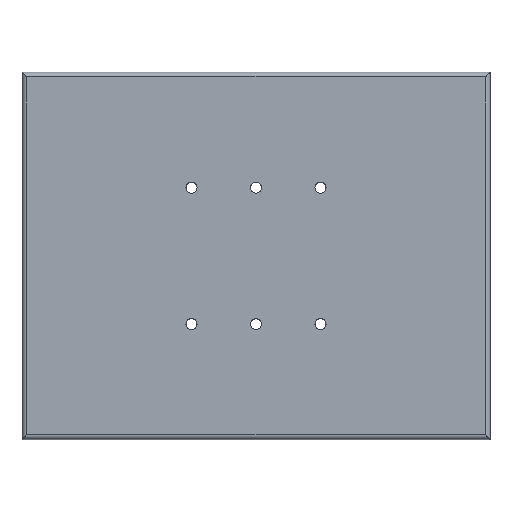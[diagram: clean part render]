
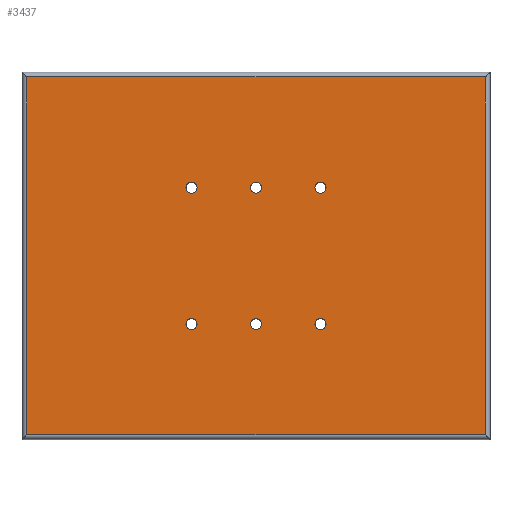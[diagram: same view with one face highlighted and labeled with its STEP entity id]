
A CAD part, top view. The second image highlights one B-rep face of the part: STEP entity #3437.
In plain terms, the highlighted planar face has unit normal (0, 0, 1).
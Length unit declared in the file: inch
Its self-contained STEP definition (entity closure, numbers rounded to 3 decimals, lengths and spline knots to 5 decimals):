
#1290=DIRECTION('',(-1.,0.,0.));
#1291=VECTOR('',#1290,4.9);
#1292=CARTESIAN_POINT('',(2.45,1.912,0.605));
#1293=LINE('',#1292,#1291);
#1297=DIRECTION('',(0.,1.,0.));
#1298=VECTOR('',#1297,3.824);
#1299=CARTESIAN_POINT('',(2.45,-1.912,0.605));
#1300=LINE('',#1299,#1298);
#1304=DIRECTION('',(1.,0.,0.));
#1305=VECTOR('',#1304,4.9);
#1306=CARTESIAN_POINT('',(-2.45,-1.912,0.605));
#1307=LINE('',#1306,#1305);
#1311=DIRECTION('',(0.,-1.,0.));
#1312=VECTOR('',#1311,3.824);
#1313=CARTESIAN_POINT('',(-2.45,1.912,0.605));
#1314=LINE('',#1313,#1312);
#1318=CARTESIAN_POINT('',(0.,0.729,0.605));
#1319=DIRECTION('',(0.,0.,1.));
#1320=DIRECTION('',(1.,0.,0.));
#1321=AXIS2_PLACEMENT_3D('',#1318,#1319,#1320);
#1326=CARTESIAN_POINT('',(0.,0.729,0.605));
#1327=DIRECTION('',(0.,0.,1.));
#1328=DIRECTION('',(-1.,0.,0.));
#1329=AXIS2_PLACEMENT_3D('',#1326,#1327,#1328);
#1334=CARTESIAN_POINT('',(0.689,0.729,0.605));
#1335=DIRECTION('',(0.,0.,1.));
#1336=DIRECTION('',(1.,0.,0.));
#1337=AXIS2_PLACEMENT_3D('',#1334,#1335,#1336);
#1342=CARTESIAN_POINT('',(0.689,0.729,0.605));
#1343=DIRECTION('',(0.,0.,1.));
#1344=DIRECTION('',(-1.,0.,0.));
#1345=AXIS2_PLACEMENT_3D('',#1342,#1343,#1344);
#1350=CARTESIAN_POINT('',(-0.689,0.729,0.605));
#1351=DIRECTION('',(0.,0.,-1.));
#1352=DIRECTION('',(-1.,0.,0.));
#1353=AXIS2_PLACEMENT_3D('',#1350,#1351,#1352);
#1358=CARTESIAN_POINT('',(-0.689,0.729,0.605));
#1359=DIRECTION('',(0.,0.,-1.));
#1360=DIRECTION('',(1.,0.,0.));
#1361=AXIS2_PLACEMENT_3D('',#1358,#1359,#1360);
#1366=CARTESIAN_POINT('',(0.,-0.728,0.605));
#1367=DIRECTION('',(0.,0.,1.));
#1368=DIRECTION('',(1.,0.,0.));
#1369=AXIS2_PLACEMENT_3D('',#1366,#1367,#1368);
#1374=CARTESIAN_POINT('',(0.,-0.728,0.605));
#1375=DIRECTION('',(0.,0.,1.));
#1376=DIRECTION('',(-1.,0.,0.));
#1377=AXIS2_PLACEMENT_3D('',#1374,#1375,#1376);
#1382=CARTESIAN_POINT('',(0.689,-0.728,0.605));
#1383=DIRECTION('',(0.,0.,1.));
#1384=DIRECTION('',(1.,0.,0.));
#1385=AXIS2_PLACEMENT_3D('',#1382,#1383,#1384);
#1390=CARTESIAN_POINT('',(0.689,-0.728,0.605));
#1391=DIRECTION('',(0.,0.,1.));
#1392=DIRECTION('',(-1.,0.,0.));
#1393=AXIS2_PLACEMENT_3D('',#1390,#1391,#1392);
#1398=CARTESIAN_POINT('',(-0.689,-0.728,0.605));
#1399=DIRECTION('',(0.,0.,-1.));
#1400=DIRECTION('',(-1.,0.,0.));
#1401=AXIS2_PLACEMENT_3D('',#1398,#1399,#1400);
#1406=CARTESIAN_POINT('',(-0.689,-0.728,0.605));
#1407=DIRECTION('',(0.,0.,-1.));
#1408=DIRECTION('',(1.,0.,0.));
#1409=AXIS2_PLACEMENT_3D('',#1406,#1407,#1408);
#2432=CARTESIAN_POINT('',(0.05906,0.729,0.605));
#2433=CARTESIAN_POINT('',(-0.05906,0.729,0.605));
#2434=VERTEX_POINT('',#2432);
#2435=VERTEX_POINT('',#2433);
#2442=CARTESIAN_POINT('',(0.74806,0.729,0.605));
#2443=CARTESIAN_POINT('',(0.62994,0.729,0.605));
#2444=VERTEX_POINT('',#2442);
#2445=VERTEX_POINT('',#2443);
#2446=CARTESIAN_POINT('',(-0.74806,0.729,0.605));
#2448=VERTEX_POINT('',#2446);
#2450=CARTESIAN_POINT('',(-0.62994,0.729,0.605));
#2452=VERTEX_POINT('',#2450);
#2764=CARTESIAN_POINT('',(2.45,1.912,0.605));
#2765=CARTESIAN_POINT('',(-2.45,1.912,0.605));
#2766=VERTEX_POINT('',#2764);
#2767=VERTEX_POINT('',#2765);
#2770=CARTESIAN_POINT('',(2.45,-1.912,0.605));
#2771=VERTEX_POINT('',#2770);
#2774=CARTESIAN_POINT('',(-2.45,-1.912,0.605));
#2775=VERTEX_POINT('',#2774);
#2782=CARTESIAN_POINT('',(0.05906,-0.728,0.605));
#2784=VERTEX_POINT('',#2782);
#2786=CARTESIAN_POINT('',(-0.05906,-0.728,0.605));
#2788=VERTEX_POINT('',#2786);
#2790=CARTESIAN_POINT('',(0.74806,-0.728,0.605));
#2792=VERTEX_POINT('',#2790);
#2794=CARTESIAN_POINT('',(0.62994,-0.728,0.605));
#2796=VERTEX_POINT('',#2794);
#2798=CARTESIAN_POINT('',(-0.74806,-0.728,0.605));
#2800=VERTEX_POINT('',#2798);
#2802=CARTESIAN_POINT('',(-0.62994,-0.728,0.605));
#2804=VERTEX_POINT('',#2802);
#3387=CARTESIAN_POINT('',(0.,0.,0.605));
#3388=DIRECTION('',(0.,0.,1.));
#3389=DIRECTION('',(1.,0.,0.));
#3390=AXIS2_PLACEMENT_3D('',#3387,#3388,#3389);
#3391=PLANE('',#3390);
#3393=ORIENTED_EDGE('',*,*,#3392,.F.);
#3395=ORIENTED_EDGE('',*,*,#3394,.F.);
#3397=ORIENTED_EDGE('',*,*,#3396,.F.);
#3398=ORIENTED_EDGE('',*,*,#3377,.F.);
#3399=EDGE_LOOP('',(#3393,#3395,#3397,#3398));
#3400=FACE_OUTER_BOUND('',#3399,.F.);
#3402=ORIENTED_EDGE('',*,*,#3401,.T.);
#3404=ORIENTED_EDGE('',*,*,#3403,.T.);
#3405=EDGE_LOOP('',(#3402,#3404));
#3406=FACE_BOUND('',#3405,.F.);
#3408=ORIENTED_EDGE('',*,*,#3407,.T.);
#3410=ORIENTED_EDGE('',*,*,#3409,.T.);
#3411=EDGE_LOOP('',(#3408,#3410));
#3412=FACE_BOUND('',#3411,.F.);
#3414=ORIENTED_EDGE('',*,*,#3413,.F.);
#3416=ORIENTED_EDGE('',*,*,#3415,.F.);
#3417=EDGE_LOOP('',(#3414,#3416));
#3418=FACE_BOUND('',#3417,.F.);
#3420=ORIENTED_EDGE('',*,*,#3419,.T.);
#3422=ORIENTED_EDGE('',*,*,#3421,.T.);
#3423=EDGE_LOOP('',(#3420,#3422));
#3424=FACE_BOUND('',#3423,.F.);
#3426=ORIENTED_EDGE('',*,*,#3425,.T.);
#3428=ORIENTED_EDGE('',*,*,#3427,.T.);
#3429=EDGE_LOOP('',(#3426,#3428));
#3430=FACE_BOUND('',#3429,.F.);
#3432=ORIENTED_EDGE('',*,*,#3431,.F.);
#3434=ORIENTED_EDGE('',*,*,#3433,.F.);
#3435=EDGE_LOOP('',(#3432,#3434));
#3436=FACE_BOUND('',#3435,.F.);
#1322=CIRCLE('',#1321,0.05906);
#1330=CIRCLE('',#1329,0.05906);
#1338=CIRCLE('',#1337,0.05906);
#1346=CIRCLE('',#1345,0.05906);
#1354=CIRCLE('',#1353,0.05906);
#1362=CIRCLE('',#1361,0.05906);
#1370=CIRCLE('',#1369,0.05906);
#1378=CIRCLE('',#1377,0.05906);
#1386=CIRCLE('',#1385,0.05906);
#1394=CIRCLE('',#1393,0.05906);
#1402=CIRCLE('',#1401,0.05906);
#1410=CIRCLE('',#1409,0.05906);
#3377=EDGE_CURVE('',#2767,#2775,#1314,.T.);
#3392=EDGE_CURVE('',#2766,#2767,#1293,.T.);
#3394=EDGE_CURVE('',#2771,#2766,#1300,.T.);
#3396=EDGE_CURVE('',#2775,#2771,#1307,.T.);
#3401=EDGE_CURVE('',#2434,#2435,#1322,.T.);
#3403=EDGE_CURVE('',#2435,#2434,#1330,.T.);
#3407=EDGE_CURVE('',#2444,#2445,#1338,.T.);
#3409=EDGE_CURVE('',#2445,#2444,#1346,.T.);
#3413=EDGE_CURVE('',#2448,#2452,#1354,.T.);
#3415=EDGE_CURVE('',#2452,#2448,#1362,.T.);
#3419=EDGE_CURVE('',#2784,#2788,#1370,.T.);
#3421=EDGE_CURVE('',#2788,#2784,#1378,.T.);
#3425=EDGE_CURVE('',#2792,#2796,#1386,.T.);
#3427=EDGE_CURVE('',#2796,#2792,#1394,.T.);
#3431=EDGE_CURVE('',#2800,#2804,#1402,.T.);
#3433=EDGE_CURVE('',#2804,#2800,#1410,.T.);
#3437=ADVANCED_FACE('',(#3400,#3406,#3412,#3418,#3424,#3430,#3436),#3391,.T.);
